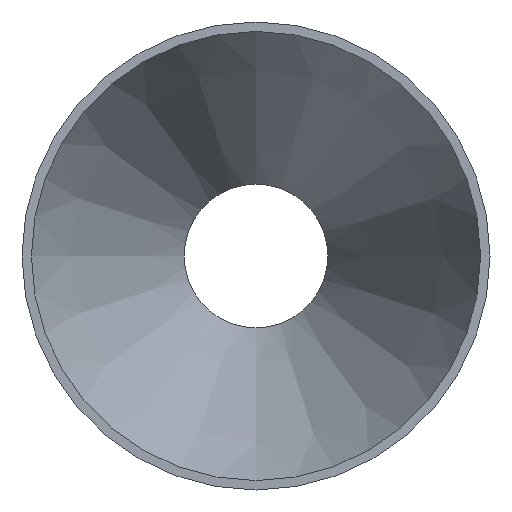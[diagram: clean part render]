
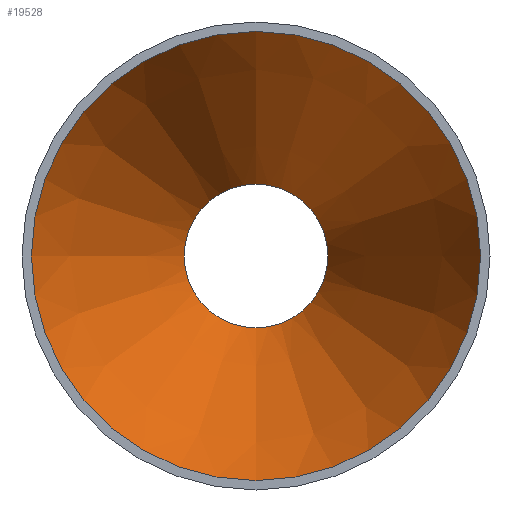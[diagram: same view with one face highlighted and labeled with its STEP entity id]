
A CAD part, front view. The second image highlights one B-rep face of the part: STEP entity #19528.
In plain terms, the highlighted conical face has half-angle 25.192 degrees and reference radius 105.13 mm.
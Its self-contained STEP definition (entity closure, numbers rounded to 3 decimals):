
#2337 = CARTESIAN_POINT ( 'NONE',  ( 0., 0., -105.13 ) ) ;
#3372 = AXIS2_PLACEMENT_3D ( 'NONE', #22713, #20686, #18679 ) ;
#3433 = CIRCLE ( 'NONE', #17668, 33.63 ) ;
#3523 = ORIENTED_EDGE ( 'NONE', *, *, #21272, .T. ) ;
#6347 = DIRECTION ( 'NONE',  ( 0., -1., 0. ) ) ;
#6801 = CIRCLE ( 'NONE', #3372, 105.13 ) ;
#7760 = DIRECTION ( 'NONE',  ( 0., 0., -1. ) ) ;
#10546 = CARTESIAN_POINT ( 'NONE',  ( 0., 152., -33.63 ) ) ;
#12822 = AXIS2_PLACEMENT_3D ( 'NONE', #16621, #6347, #26489 ) ;
#14439 = FACE_BOUND ( 'NONE', #24724, .T. ) ;
#16621 = CARTESIAN_POINT ( 'NONE',  ( 0., 0., 0. ) ) ;
#16829 = EDGE_LOOP ( 'NONE', ( #3523 ) ) ;
#17059 = VERTEX_POINT ( 'NONE', #10546 ) ;
#17653 = CONICAL_SURFACE ( 'NONE', #12822, 105.13, 0.44 ) ;
#17668 = AXIS2_PLACEMENT_3D ( 'NONE', #20079, #24246, #7760 ) ;
#18679 = DIRECTION ( 'NONE',  ( 0., 0., -1. ) ) ;
#19528 = ADVANCED_FACE ( 'NONE', ( #14439, #22574 ), #17653, .F. ) ;
#20079 = CARTESIAN_POINT ( 'NONE',  ( 0., 152., 0. ) ) ;
#20686 = DIRECTION ( 'NONE',  ( 0., -1., 0. ) ) ;
#21253 = VERTEX_POINT ( 'NONE', #2337 ) ;
#21272 = EDGE_CURVE ( 'NONE', #21253, #21253, #6801, .T. ) ;
#22574 = FACE_OUTER_BOUND ( 'NONE', #16829, .T. ) ;
#22713 = CARTESIAN_POINT ( 'NONE',  ( 0., 0., 0. ) ) ;
#24246 = DIRECTION ( 'NONE',  ( 0., -1., 0. ) ) ;
#24347 = EDGE_CURVE ( 'NONE', #17059, #17059, #3433, .T. ) ;
#24724 = EDGE_LOOP ( 'NONE', ( #26089 ) ) ;
#26089 = ORIENTED_EDGE ( 'NONE', *, *, #24347, .F. ) ;
#26489 = DIRECTION ( 'NONE',  ( 0., 0., -1. ) ) ;
